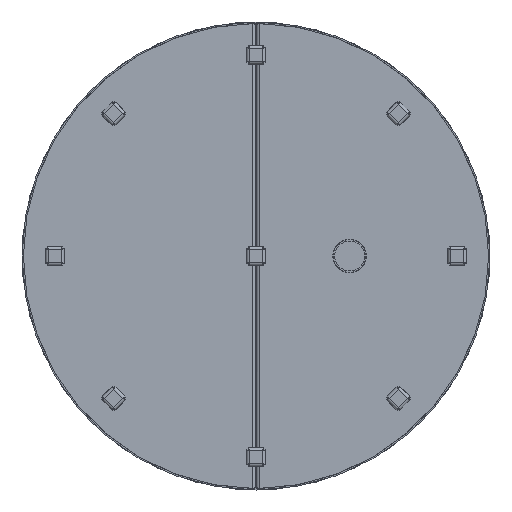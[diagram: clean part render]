
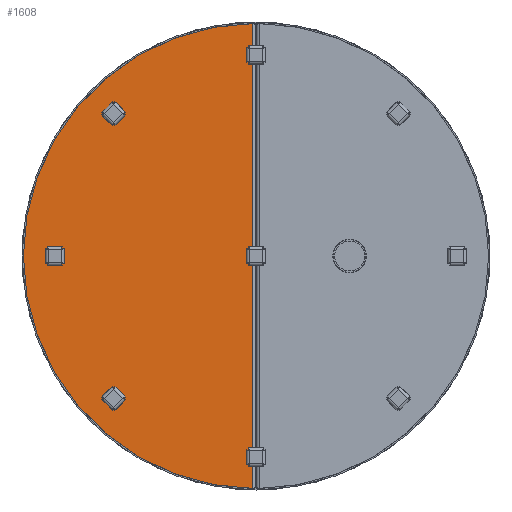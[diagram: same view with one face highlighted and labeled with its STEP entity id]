
A CAD part, front view. The second image highlights one B-rep face of the part: STEP entity #1608.
In plain terms, the highlighted planar face has unit normal (0, -1, 0).
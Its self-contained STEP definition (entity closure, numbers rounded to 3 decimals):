
#1007 = LINE ( 'NONE', #4699, #2772 ) ;
#1574 = DIRECTION ( 'NONE',  ( 0., 0., 1. ) ) ;
#1608 = ADVANCED_FACE ( 'NONE', ( #2089 ), #5322, .F. ) ;
#1727 = CARTESIAN_POINT ( 'NONE',  ( -7., -3., 496.951 ) ) ;
#2089 = FACE_OUTER_BOUND ( 'NONE', #4810, .T. ) ;
#2583 = DIRECTION ( 'NONE',  ( 0., 1., 0. ) ) ;
#2590 = AXIS2_PLACEMENT_3D ( 'NONE', #2623, #2583, #1574 ) ;
#2623 = CARTESIAN_POINT ( 'NONE',  ( 0., -3., 0. ) ) ;
#2772 = VECTOR ( 'NONE', #4244, 1000. ) ;
#2868 = EDGE_CURVE ( 'NONE', #3420, #6102, #1007, .T. ) ;
#3192 = ORIENTED_EDGE ( 'NONE', *, *, #6067, .F. ) ;
#3420 = VERTEX_POINT ( 'NONE', #5177 ) ;
#3778 = CIRCLE ( 'NONE', #6546, 497. ) ;
#4244 = DIRECTION ( 'NONE',  ( 0., 0., 1. ) ) ;
#4699 = CARTESIAN_POINT ( 'NONE',  ( -7., -3., -497. ) ) ;
#4810 = EDGE_LOOP ( 'NONE', ( #5334, #3192 ) ) ;
#4930 = DIRECTION ( 'NONE',  ( 0., 1., 0. ) ) ;
#5177 = CARTESIAN_POINT ( 'NONE',  ( -7., -3., -496.951 ) ) ;
#5322 = PLANE ( 'NONE',  #2590 ) ;
#5334 = ORIENTED_EDGE ( 'NONE', *, *, #2868, .T. ) ;
#5484 = CARTESIAN_POINT ( 'NONE',  ( 0., -3., 0. ) ) ;
#6067 = EDGE_CURVE ( 'NONE', #3420, #6102, #3778, .T. ) ;
#6097 = DIRECTION ( 'NONE',  ( 0., 0., 1. ) ) ;
#6102 = VERTEX_POINT ( 'NONE', #1727 ) ;
#6546 = AXIS2_PLACEMENT_3D ( 'NONE', #5484, #4930, #6097 ) ;
